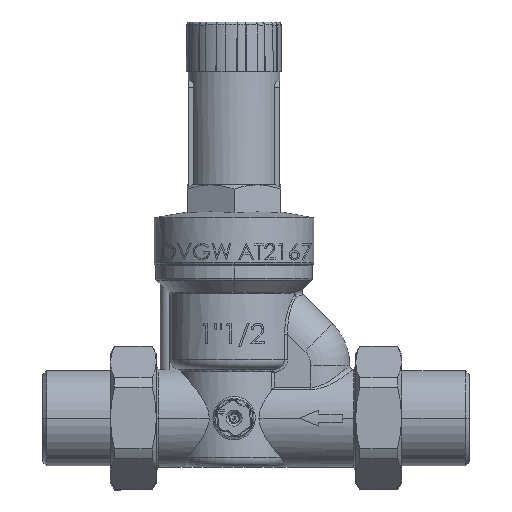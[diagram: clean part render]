
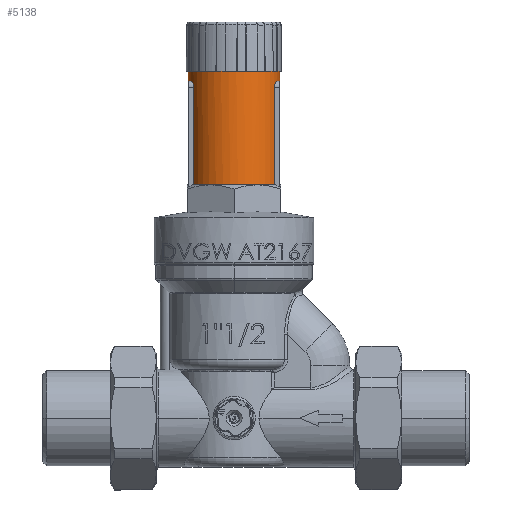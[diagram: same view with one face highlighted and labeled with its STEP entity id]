
A CAD part, top view. The second image highlights one B-rep face of the part: STEP entity #5138.
In plain terms, the highlighted cylindrical face has radius 23 mm (diameter 46 mm), a partial arc.
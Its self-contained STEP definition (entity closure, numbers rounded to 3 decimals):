
#529 = DIRECTION ( 'NONE',  ( 0., -1., 0. ) ) ;
#1115 = CARTESIAN_POINT ( 'NONE',  ( -6.221, 156.375, 9.476 ) ) ;
#2399 = EDGE_CURVE ( 'NONE', #31328, #17978, #8907, .T. ) ;
#2893 = CARTESIAN_POINT ( 'NONE',  ( -48.599, 156.716, 8.387 ) ) ;
#3186 = CARTESIAN_POINT ( 'NONE',  ( -4.182, 54.837, 0. ) ) ;
#3479 = ORIENTED_EDGE ( 'NONE', *, *, #18199, .T. ) ;
#3969 = EDGE_CURVE ( 'NONE', #4450, #41532, #19011, .T. ) ;
#4450 = VERTEX_POINT ( 'NONE', #46986 ) ;
#4525 = VECTOR ( 'NONE', #529, 1000. ) ;
#4727 = CIRCLE ( 'NONE', #44160, 23. ) ;
#4925 = DIRECTION ( 'NONE',  ( 0., 1., 0. ) ) ;
#5092 = CIRCLE ( 'NONE', #46197, 23. ) ;
#5135 = CARTESIAN_POINT ( 'NONE',  ( -5.991, 156.589, 8.943 ) ) ;
#5138 = ADVANCED_FACE ( 'NONE', ( #22441 ), #18148, .T. ) ;
#5268 = CARTESIAN_POINT ( 'NONE',  ( -33.737, 161.735, 22.046 ) ) ;
#5396 = CARTESIAN_POINT ( 'NONE',  ( -5.765, 156.716, 8.386 ) ) ;
#5568 = VERTEX_POINT ( 'NONE', #38471 ) ;
#6100 = CARTESIAN_POINT ( 'NONE',  ( -47.381, 153.941, 11. ) ) ;
#6256 = CARTESIAN_POINT ( 'NONE',  ( -4.182, 161.735, 0. ) ) ;
#6374 = CARTESIAN_POINT ( 'NONE',  ( -47.471, 154.74, 10.834 ) ) ;
#6655 = CARTESIAN_POINT ( 'NONE',  ( -47.438, 154.547, 10.895 ) ) ;
#7555 = CARTESIAN_POINT ( 'NONE',  ( -27.182, 156.735, 0. ) ) ;
#7592 = CARTESIAN_POINT ( 'NONE',  ( -6.809, 155.11, 10.674 ) ) ;
#8015 = AXIS2_PLACEMENT_3D ( 'NONE', #7555, #39508, #19915 ) ;
#8384 = CARTESIAN_POINT ( 'NONE',  ( -5.915, 156.643, 8.76 ) ) ;
#8671 = CARTESIAN_POINT ( 'NONE',  ( -27.182, 161.735, 0. ) ) ;
#8860 = EDGE_LOOP ( 'NONE', ( #21039, #17929, #3479, #30864, #15937, #10219, #22225, #33477, #35005, #48338, #12235 ) ) ;
#8907 = CIRCLE ( 'NONE', #28636, 23. ) ;
#8927 = VERTEX_POINT ( 'NONE', #21846 ) ;
#9285 = DIRECTION ( 'NONE',  ( 1., 0., 0. ) ) ;
#9461 = VERTEX_POINT ( 'NONE', #40520 ) ;
#9537 = CARTESIAN_POINT ( 'NONE',  ( -27.182, 54.837, 0. ) ) ;
#10121 = EDGE_CURVE ( 'NONE', #41532, #9461, #14386, .T. ) ;
#10219 = ORIENTED_EDGE ( 'NONE', *, *, #47198, .F. ) ;
#10254 = LINE ( 'NONE', #51322, #45737 ) ;
#10351 = B_SPLINE_CURVE_WITH_KNOTS ( 'NONE', 3,
 ( #47156, #51707, #2893, #31327, #10383, #19272, #26772, #10660, #42870, #43422, #35638, #6374, #6655, #22760, #6100, #39119 ),
 .UNSPECIFIED., .F., .F.,
 ( 4, 2, 2, 2, 2, 2, 2, 4 ),
 ( 0.005, 0.005, 0.006, 0.007, 0.007, 0.008, 0.009, 0.01 ),
 .UNSPECIFIED. ) ;
#10383 = CARTESIAN_POINT ( 'NONE',  ( -48.373, 156.589, 8.944 ) ) ;
#10660 = CARTESIAN_POINT ( 'NONE',  ( -47.995, 156.149, 9.791 ) ) ;
#11947 = VERTEX_POINT ( 'NONE', #41988 ) ;
#11952 = CARTESIAN_POINT ( 'NONE',  ( -27.182, 156.735, 0. ) ) ;
#12140 = CARTESIAN_POINT ( 'NONE',  ( -6.642, 155.611, 10.35 ) ) ;
#12204 = CARTESIAN_POINT ( 'NONE',  ( -50.182, 161.735, 0. ) ) ;
#12211 = DIRECTION ( 'NONE',  ( 1., 0., 0. ) ) ;
#12235 = ORIENTED_EDGE ( 'NONE', *, *, #24371, .F. ) ;
#12461 = AXIS2_PLACEMENT_3D ( 'NONE', #11952, #25363, #12211 ) ;
#12538 = DIRECTION ( 'NONE',  ( 0., 1., 0. ) ) ;
#13801 = CARTESIAN_POINT ( 'NONE',  ( -27.182, 161.735, 0. ) ) ;
#14386 = B_SPLINE_CURVE_WITH_KNOTS ( 'NONE', 3,
 ( #40591, #19436, #52142, #32540, #31749, #7592, #48912, #12140, #28518, #37101, #1115, #5135, #8384, #5396, #20739, #45414 ),
 .UNSPECIFIED., .F., .F.,
 ( 4, 2, 2, 2, 2, 2, 2, 4 ),
 ( 0.01, 0.01, 0.011, 0.012, 0.012, 0.013, 0.014, 0.015 ),
 .UNSPECIFIED. ) ;
#14889 = DIRECTION ( 'NONE',  ( 0., 1., 0. ) ) ;
#15937 = ORIENTED_EDGE ( 'NONE', *, *, #27759, .T. ) ;
#17503 = DIRECTION ( 'NONE',  ( 0., -1., 0. ) ) ;
#17929 = ORIENTED_EDGE ( 'NONE', *, *, #43412, .T. ) ;
#17978 = VERTEX_POINT ( 'NONE', #5268 ) ;
#18148 = CYLINDRICAL_SURFACE ( 'NONE', #42399, 23. ) ;
#18199 = EDGE_CURVE ( 'NONE', #41949, #8927, #28755, .T. ) ;
#18302 = CARTESIAN_POINT ( 'NONE',  ( -27.182, 104.735, 0. ) ) ;
#19011 = LINE ( 'NONE', #35379, #28584 ) ;
#19272 = CARTESIAN_POINT ( 'NONE',  ( -48.219, 156.445, 9.3 ) ) ;
#19436 = CARTESIAN_POINT ( 'NONE',  ( -6.983, 153.94, 11. ) ) ;
#19915 = DIRECTION ( 'NONE',  ( 1., 0., 0. ) ) ;
#20739 = CARTESIAN_POINT ( 'NONE',  ( -5.69, 156.735, 8.193 ) ) ;
#21039 = ORIENTED_EDGE ( 'NONE', *, *, #2399, .F. ) ;
#21846 = CARTESIAN_POINT ( 'NONE',  ( -48.746, 156.735, 8. ) ) ;
#22225 = ORIENTED_EDGE ( 'NONE', *, *, #3969, .T. ) ;
#22441 = FACE_OUTER_BOUND ( 'NONE', #8860, .T. ) ;
#22760 = CARTESIAN_POINT ( 'NONE',  ( -47.393, 154.149, 10.978 ) ) ;
#24132 = EDGE_CURVE ( 'NONE', #8927, #5568, #10351, .T. ) ;
#24363 = DIRECTION ( 'NONE',  ( 0., -1., 0. ) ) ;
#24371 = EDGE_CURVE ( 'NONE', #17978, #40507, #5092, .T. ) ;
#25363 = DIRECTION ( 'NONE',  ( 0., 1., 0. ) ) ;
#26772 = CARTESIAN_POINT ( 'NONE',  ( -48.142, 156.356, 9.471 ) ) ;
#27645 = CARTESIAN_POINT ( 'NONE',  ( -47.381, 54.837, 11. ) ) ;
#27759 = EDGE_CURVE ( 'NONE', #5568, #52763, #48039, .T. ) ;
#28518 = CARTESIAN_POINT ( 'NONE',  ( -6.578, 155.759, 10.223 ) ) ;
#28584 = VECTOR ( 'NONE', #12538, 1000. ) ;
#28636 = AXIS2_PLACEMENT_3D ( 'NONE', #8671, #4925, #37399 ) ;
#28755 = CIRCLE ( 'NONE', #12461, 23. ) ;
#29908 = CARTESIAN_POINT ( 'NONE',  ( -50.182, 156.735, 0. ) ) ;
#30864 = ORIENTED_EDGE ( 'NONE', *, *, #24132, .T. ) ;
#31250 = DIRECTION ( 'NONE',  ( 0., 0., -1. ) ) ;
#31273 = CARTESIAN_POINT ( 'NONE',  ( -47.381, 104.735, 11. ) ) ;
#31327 = CARTESIAN_POINT ( 'NONE',  ( -48.449, 156.643, 8.762 ) ) ;
#31328 = VERTEX_POINT ( 'NONE', #12204 ) ;
#31749 = CARTESIAN_POINT ( 'NONE',  ( -6.893, 154.741, 10.833 ) ) ;
#31965 = CARTESIAN_POINT ( 'NONE',  ( -6.983, 153.735, 11. ) ) ;
#32540 = CARTESIAN_POINT ( 'NONE',  ( -6.926, 154.546, 10.896 ) ) ;
#33477 = ORIENTED_EDGE ( 'NONE', *, *, #10121, .T. ) ;
#35005 = ORIENTED_EDGE ( 'NONE', *, *, #42409, .T. ) ;
#35379 = CARTESIAN_POINT ( 'NONE',  ( -6.983, 54.837, 11. ) ) ;
#35638 = CARTESIAN_POINT ( 'NONE',  ( -47.599, 155.299, 10.592 ) ) ;
#37101 = CARTESIAN_POINT ( 'NONE',  ( -6.373, 156.165, 9.801 ) ) ;
#37399 = DIRECTION ( 'NONE',  ( 0., 0., -1. ) ) ;
#38471 = CARTESIAN_POINT ( 'NONE',  ( -47.381, 153.735, 11. ) ) ;
#39119 = CARTESIAN_POINT ( 'NONE',  ( -47.381, 153.735, 11. ) ) ;
#39508 = DIRECTION ( 'NONE',  ( 0., 1., 0. ) ) ;
#40507 = VERTEX_POINT ( 'NONE', #6256 ) ;
#40520 = CARTESIAN_POINT ( 'NONE',  ( -5.618, 156.735, 8. ) ) ;
#40591 = CARTESIAN_POINT ( 'NONE',  ( -6.983, 153.735, 11. ) ) ;
#41532 = VERTEX_POINT ( 'NONE', #31965 ) ;
#41783 = DIRECTION ( 'NONE',  ( 0., -1., 0. ) ) ;
#41949 = VERTEX_POINT ( 'NONE', #29908 ) ;
#41988 = CARTESIAN_POINT ( 'NONE',  ( -4.182, 156.735, 0. ) ) ;
#42204 = DIRECTION ( 'NONE',  ( 0., -1., 0. ) ) ;
#42399 = AXIS2_PLACEMENT_3D ( 'NONE', #9537, #41783, #9285 ) ;
#42409 = EDGE_CURVE ( 'NONE', #9461, #11947, #44882, .T. ) ;
#42722 = DIRECTION ( 'NONE',  ( 1., 0., 0. ) ) ;
#42870 = CARTESIAN_POINT ( 'NONE',  ( -47.923, 156.03, 9.942 ) ) ;
#43412 = EDGE_CURVE ( 'NONE', #31328, #41949, #10254, .T. ) ;
#43422 = CARTESIAN_POINT ( 'NONE',  ( -47.717, 155.622, 10.364 ) ) ;
#44160 = AXIS2_PLACEMENT_3D ( 'NONE', #18302, #17503, #42722 ) ;
#44754 = LINE ( 'NONE', #3186, #50905 ) ;
#44882 = CIRCLE ( 'NONE', #8015, 23. ) ;
#45414 = CARTESIAN_POINT ( 'NONE',  ( -5.618, 156.735, 8. ) ) ;
#45608 = EDGE_CURVE ( 'NONE', #40507, #11947, #44754, .T. ) ;
#45737 = VECTOR ( 'NONE', #42204, 1000. ) ;
#46197 = AXIS2_PLACEMENT_3D ( 'NONE', #13801, #14889, #31250 ) ;
#46986 = CARTESIAN_POINT ( 'NONE',  ( -6.983, 104.735, 11. ) ) ;
#47156 = CARTESIAN_POINT ( 'NONE',  ( -48.746, 156.735, 8. ) ) ;
#47198 = EDGE_CURVE ( 'NONE', #4450, #52763, #4727, .T. ) ;
#48039 = LINE ( 'NONE', #27645, #4525 ) ;
#48338 = ORIENTED_EDGE ( 'NONE', *, *, #45608, .F. ) ;
#48912 = CARTESIAN_POINT ( 'NONE',  ( -6.757, 155.286, 10.575 ) ) ;
#50905 = VECTOR ( 'NONE', #24363, 1000. ) ;
#51322 = CARTESIAN_POINT ( 'NONE',  ( -50.182, 54.837, 0. ) ) ;
#51707 = CARTESIAN_POINT ( 'NONE',  ( -48.674, 156.735, 8.193 ) ) ;
#52142 = CARTESIAN_POINT ( 'NONE',  ( -6.972, 154.144, 10.979 ) ) ;
#52763 = VERTEX_POINT ( 'NONE', #31273 ) ;
